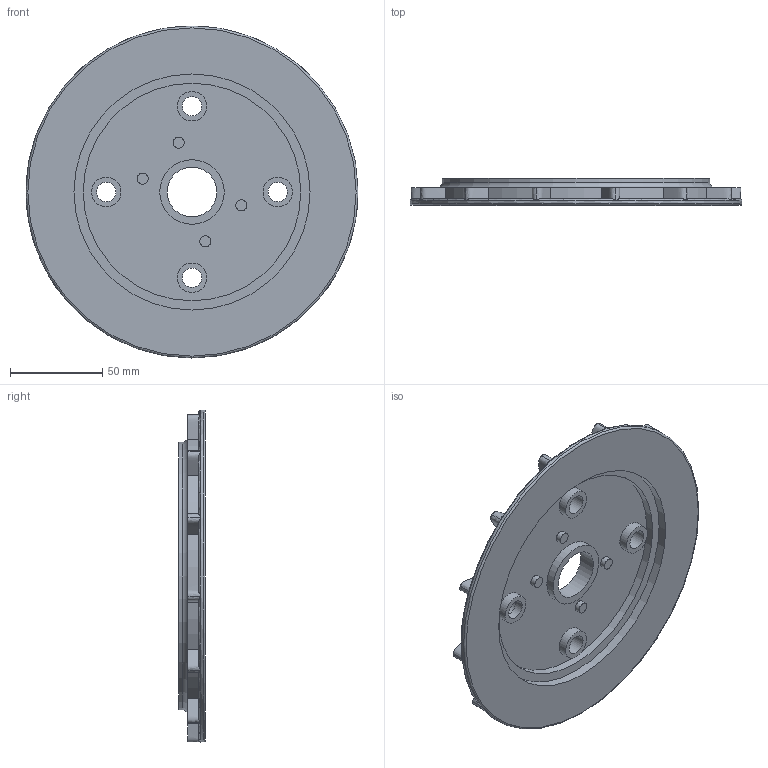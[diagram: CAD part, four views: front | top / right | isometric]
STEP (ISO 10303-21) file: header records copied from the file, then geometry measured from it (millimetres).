
FILE_DESCRIPTION(/* description */ (''),/* implementation_level */ '2;1');
FILE_NAME(/* name */ 'Roue engrenage v4.step',/* time_stamp */ '2022-11-26T14:26:18+01:00',/* author */ (''),/* organization */ (''),/* preprocessor_version */ 'ST-DEVELOPER v19.2',/* originating_system */ 'Autodesk Translation Framework v11.17.0.187',/* authorisation */ '');
FILE_SCHEMA (('AUTOMOTIVE_DESIGN { 1 0 10303 214 3 1 1 }'));
Length unit declared in the file: millimetre
Products named in the file (1): Roue engrenage
Bounding box: 180 x 14.5 x 180 mm (x, y, z)
Volume: 177891.9 mm3; surface area: 64273.4 mm2
Topology: 1 solids, 1 shells, 105 faces, 241 edges, 150 vertices
Faces by surface type: cylinder 35, plane 29, bspline 26, torus 15
Full cylindrical faces by diameter (mm): 6 x4, 10.5 x3, 16 x3, 27 x1, 35 x1, 118 x1, 128 x1, 145 x1, 180 x1
Entity records: 5837 total; most frequent: CARTESIAN_POINT 3658, ORIENTED_EDGE 482, DIRECTION 399, EDGE_CURVE 241, AXIS2_PLACEMENT_3D 182, VERTEX_POINT 150, EDGE_LOOP 127, FACE_OUTER_BOUND 105
